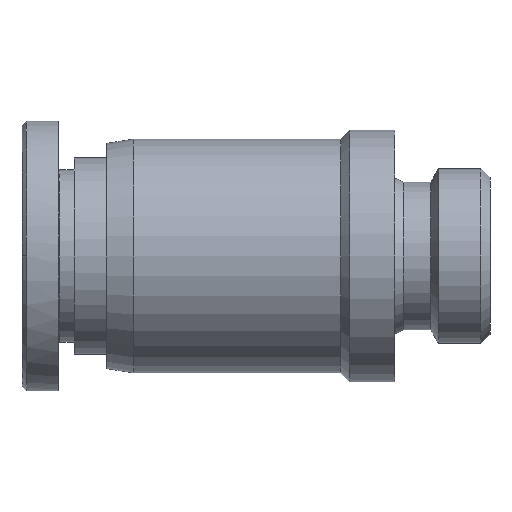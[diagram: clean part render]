
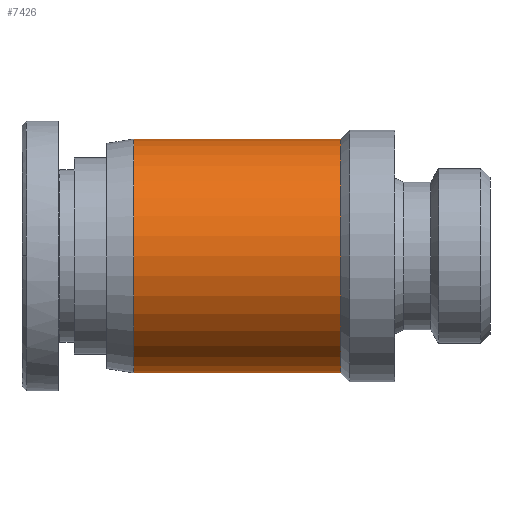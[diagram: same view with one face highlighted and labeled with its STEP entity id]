
A CAD part, left-side view. The second image highlights one B-rep face of the part: STEP entity #7426.
In plain terms, the highlighted cylindrical face has radius 6.5 mm (diameter 13 mm), a partial arc.
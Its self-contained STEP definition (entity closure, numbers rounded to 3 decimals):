
#864 = CARTESIAN_POINT ( 'NONE',  ( 11.206, 4.287, 5.785 ) ) ;
#1053 = CARTESIAN_POINT ( 'NONE',  ( 11.206, 4.287, -0.715 ) ) ;
#1453 = LINE ( 'NONE', #8422, #11902 ) ;
#1729 = ORIENTED_EDGE ( 'NONE', *, *, #16995, .T. ) ;
#3467 = FACE_OUTER_BOUND ( 'NONE', #10646, .T. ) ;
#4268 = ORIENTED_EDGE ( 'NONE', *, *, #7676, .F. ) ;
#4602 = VERTEX_POINT ( 'NONE', #4772 ) ;
#4608 = VECTOR ( 'NONE', #5637, 1000. ) ;
#4612 = CARTESIAN_POINT ( 'NONE',  ( 11.206, 17.287, 5.785 ) ) ;
#4772 = CARTESIAN_POINT ( 'NONE',  ( 11.206, 15.787, 12.285 ) ) ;
#5281 = LINE ( 'NONE', #18343, #4608 ) ;
#5378 = AXIS2_PLACEMENT_3D ( 'NONE', #4612, #17366, #6098 ) ;
#5637 = DIRECTION ( 'NONE',  ( 0., -1., 0. ) ) ;
#5964 = ORIENTED_EDGE ( 'NONE', *, *, #9979, .T. ) ;
#6098 = DIRECTION ( 'NONE',  ( 0., 0., -1. ) ) ;
#6987 = CARTESIAN_POINT ( 'NONE',  ( 11.206, 4.287, 12.285 ) ) ;
#7426 = ADVANCED_FACE ( 'NONE', ( #3467 ), #15240, .T. ) ;
#7676 = EDGE_CURVE ( 'NONE', #4602, #10089, #1453, .T. ) ;
#7874 = DIRECTION ( 'NONE',  ( 0., 1., 0. ) ) ;
#8422 = CARTESIAN_POINT ( 'NONE',  ( 11.206, 17.287, 12.285 ) ) ;
#8845 = CARTESIAN_POINT ( 'NONE',  ( 11.206, 15.787, 5.785 ) ) ;
#8968 = DIRECTION ( 'NONE',  ( 0., -1., 0. ) ) ;
#9437 = VERTEX_POINT ( 'NONE', #1053 ) ;
#9979 = EDGE_CURVE ( 'NONE', #9437, #10089, #16628, .T. ) ;
#10089 = VERTEX_POINT ( 'NONE', #6987 ) ;
#10646 = EDGE_LOOP ( 'NONE', ( #4268, #12625, #1729, #5964 ) ) ;
#10747 = DIRECTION ( 'NONE',  ( 0., 0., -1. ) ) ;
#10832 = AXIS2_PLACEMENT_3D ( 'NONE', #864, #7874, #10747 ) ;
#11046 = DIRECTION ( 'NONE',  ( 0., -1., 0. ) ) ;
#11213 = CIRCLE ( 'NONE', #13123, 6.5 ) ;
#11902 = VECTOR ( 'NONE', #11046, 1000. ) ;
#12625 = ORIENTED_EDGE ( 'NONE', *, *, #12768, .T. ) ;
#12768 = EDGE_CURVE ( 'NONE', #4602, #16556, #11213, .T. ) ;
#13123 = AXIS2_PLACEMENT_3D ( 'NONE', #8845, #8968, #15872 ) ;
#15240 = CYLINDRICAL_SURFACE ( 'NONE', #5378, 6.5 ) ;
#15872 = DIRECTION ( 'NONE',  ( 0., 0., -1. ) ) ;
#16012 = CARTESIAN_POINT ( 'NONE',  ( 11.206, 15.787, -0.715 ) ) ;
#16556 = VERTEX_POINT ( 'NONE', #16012 ) ;
#16628 = CIRCLE ( 'NONE', #10832, 6.5 ) ;
#16995 = EDGE_CURVE ( 'NONE', #16556, #9437, #5281, .T. ) ;
#17366 = DIRECTION ( 'NONE',  ( 0., -1., 0. ) ) ;
#18343 = CARTESIAN_POINT ( 'NONE',  ( 11.206, 17.287, -0.715 ) ) ;
